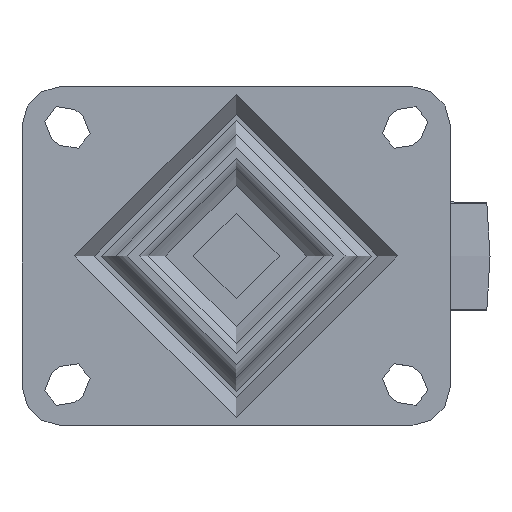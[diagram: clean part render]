
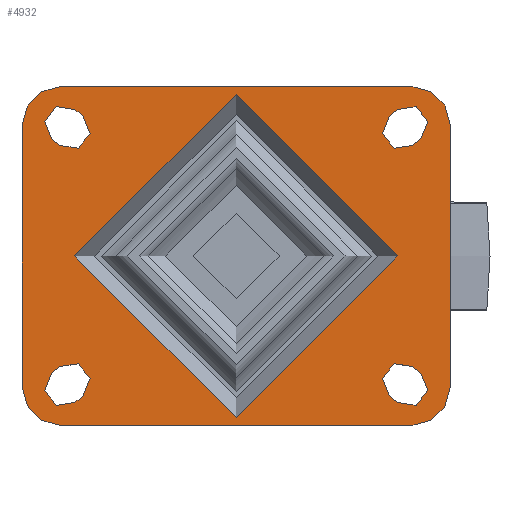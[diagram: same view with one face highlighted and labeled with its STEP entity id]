
A CAD part, top view. The second image highlights one B-rep face of the part: STEP entity #4932.
In plain terms, the highlighted planar face has unit normal (0, 0, 1).
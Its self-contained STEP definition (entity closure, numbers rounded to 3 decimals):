
#173=FACE_BOUND('',#1675,.T.);
#174=FACE_BOUND('',#1676,.T.);
#175=FACE_BOUND('',#1677,.T.);
#176=FACE_BOUND('',#1678,.T.);
#177=FACE_BOUND('',#1679,.T.);
#249=PLANE('',#5448);
#583=LINE('',#8131,#902);
#585=LINE('',#8139,#904);
#586=LINE('',#8144,#905);
#587=LINE('',#8148,#906);
#588=LINE('',#8150,#907);
#589=LINE('',#8151,#908);
#590=LINE('',#8152,#909);
#591=LINE('',#8153,#910);
#592=LINE('',#8154,#911);
#593=LINE('',#8155,#912);
#594=LINE('',#8156,#913);
#595=LINE('',#8157,#914);
#902=VECTOR('',#6221,1.);
#904=VECTOR('',#6231,1.);
#905=VECTOR('',#6236,1.);
#906=VECTOR('',#6239,1.);
#907=VECTOR('',#6242,1.);
#908=VECTOR('',#6243,1.);
#909=VECTOR('',#6244,1.);
#910=VECTOR('',#6245,1.);
#911=VECTOR('',#6246,1.);
#912=VECTOR('',#6247,1.);
#913=VECTOR('',#6248,1.);
#914=VECTOR('',#6249,1.);
#1347=FACE_OUTER_BOUND('',#1674,.T.);
#1674=EDGE_LOOP('',(#3704,#3705,#3706,#3707,#3708,#3709,#3710,#3711));
#1675=EDGE_LOOP('',(#3712));
#1676=EDGE_LOOP('',(#3713,#3714,#3715,#3716));
#1677=EDGE_LOOP('',(#3717,#3718,#3719,#3720));
#1678=EDGE_LOOP('',(#3721,#3722,#3723,#3724));
#1679=EDGE_LOOP('',(#3725,#3726,#3727,#3728));
#2001=CIRCLE('',#5371,5.7);
#2002=CIRCLE('',#5373,5.7);
#2004=CIRCLE('',#5376,5.7);
#2007=CIRCLE('',#5380,5.7);
#2009=CIRCLE('',#5383,5.7);
#2010=CIRCLE('',#5385,5.7);
#2013=CIRCLE('',#5389,5.7);
#2014=CIRCLE('',#5391,5.7);
#2031=CIRCLE('',#5414,49.014);
#2051=CIRCLE('',#5449,12.);
#2052=CIRCLE('',#5450,12.);
#2053=CIRCLE('',#5451,12.);
#2054=CIRCLE('',#5452,12.);
#2248=VERTEX_POINT('',#7894);
#2249=VERTEX_POINT('',#7896);
#2250=VERTEX_POINT('',#7900);
#2251=VERTEX_POINT('',#7901);
#2254=VERTEX_POINT('',#7909);
#2255=VERTEX_POINT('',#7910);
#2260=VERTEX_POINT('',#7921);
#2261=VERTEX_POINT('',#7923);
#2264=VERTEX_POINT('',#7930);
#2265=VERTEX_POINT('',#7932);
#2266=VERTEX_POINT('',#7936);
#2267=VERTEX_POINT('',#7937);
#2272=VERTEX_POINT('',#7948);
#2273=VERTEX_POINT('',#7950);
#2274=VERTEX_POINT('',#7954);
#2275=VERTEX_POINT('',#7955);
#2288=VERTEX_POINT('',#8021);
#2305=VERTEX_POINT('',#8128);
#2306=VERTEX_POINT('',#8130);
#2307=VERTEX_POINT('',#8137);
#2308=VERTEX_POINT('',#8138);
#2309=VERTEX_POINT('',#8141);
#2310=VERTEX_POINT('',#8143);
#2311=VERTEX_POINT('',#8145);
#2312=VERTEX_POINT('',#8147);
#2750=EDGE_CURVE('',#2249,#2248,#2001,.T.);
#2752=EDGE_CURVE('',#2250,#2251,#2002,.T.);
#2756=EDGE_CURVE('',#2254,#2255,#2004,.T.);
#2762=EDGE_CURVE('',#2261,#2260,#2007,.T.);
#2766=EDGE_CURVE('',#2264,#2265,#2009,.T.);
#2768=EDGE_CURVE('',#2266,#2267,#2010,.T.);
#2774=EDGE_CURVE('',#2272,#2273,#2013,.T.);
#2776=EDGE_CURVE('',#2274,#2275,#2014,.T.);
#2797=EDGE_CURVE('',#2288,#2288,#2031,.T.);
#2822=EDGE_CURVE('',#2306,#2305,#583,.T.);
#2824=EDGE_CURVE('',#2307,#2308,#585,.T.);
#2825=EDGE_CURVE('',#2307,#2306,#2051,.T.);
#2826=EDGE_CURVE('',#2305,#2309,#2052,.T.);
#2827=EDGE_CURVE('',#2310,#2309,#586,.T.);
#2828=EDGE_CURVE('',#2311,#2310,#2053,.T.);
#2829=EDGE_CURVE('',#2312,#2311,#587,.T.);
#2830=EDGE_CURVE('',#2308,#2312,#2054,.T.);
#2831=EDGE_CURVE('',#2275,#2272,#588,.T.);
#2832=EDGE_CURVE('',#2273,#2274,#589,.T.);
#2833=EDGE_CURVE('',#2265,#2266,#590,.T.);
#2834=EDGE_CURVE('',#2267,#2264,#591,.T.);
#2835=EDGE_CURVE('',#2248,#2250,#592,.T.);
#2836=EDGE_CURVE('',#2251,#2249,#593,.T.);
#2837=EDGE_CURVE('',#2255,#2261,#594,.T.);
#2838=EDGE_CURVE('',#2260,#2254,#595,.T.);
#3704=ORIENTED_EDGE('',*,*,#2824,.F.);
#3705=ORIENTED_EDGE('',*,*,#2825,.T.);
#3706=ORIENTED_EDGE('',*,*,#2822,.T.);
#3707=ORIENTED_EDGE('',*,*,#2826,.T.);
#3708=ORIENTED_EDGE('',*,*,#2827,.F.);
#3709=ORIENTED_EDGE('',*,*,#2828,.F.);
#3710=ORIENTED_EDGE('',*,*,#2829,.F.);
#3711=ORIENTED_EDGE('',*,*,#2830,.F.);
#3712=ORIENTED_EDGE('',*,*,#2797,.F.);
#3713=ORIENTED_EDGE('',*,*,#2774,.F.);
#3714=ORIENTED_EDGE('',*,*,#2831,.F.);
#3715=ORIENTED_EDGE('',*,*,#2776,.F.);
#3716=ORIENTED_EDGE('',*,*,#2832,.F.);
#3717=ORIENTED_EDGE('',*,*,#2768,.F.);
#3718=ORIENTED_EDGE('',*,*,#2833,.F.);
#3719=ORIENTED_EDGE('',*,*,#2766,.F.);
#3720=ORIENTED_EDGE('',*,*,#2834,.F.);
#3721=ORIENTED_EDGE('',*,*,#2750,.T.);
#3722=ORIENTED_EDGE('',*,*,#2835,.T.);
#3723=ORIENTED_EDGE('',*,*,#2752,.T.);
#3724=ORIENTED_EDGE('',*,*,#2836,.T.);
#3725=ORIENTED_EDGE('',*,*,#2756,.T.);
#3726=ORIENTED_EDGE('',*,*,#2837,.T.);
#3727=ORIENTED_EDGE('',*,*,#2762,.T.);
#3728=ORIENTED_EDGE('',*,*,#2838,.T.);
#4932=ADVANCED_FACE('',(#1347,#173,#174,#175,#176,#177),#249,.F.);
#5371=AXIS2_PLACEMENT_3D('',#7897,#6051,#6052);
#5373=AXIS2_PLACEMENT_3D('',#7902,#6056,#6057);
#5376=AXIS2_PLACEMENT_3D('',#7911,#6064,#6065);
#5380=AXIS2_PLACEMENT_3D('',#7924,#6075,#6076);
#5383=AXIS2_PLACEMENT_3D('',#7933,#6083,#6084);
#5385=AXIS2_PLACEMENT_3D('',#7938,#6088,#6089);
#5389=AXIS2_PLACEMENT_3D('',#7951,#6099,#6100);
#5391=AXIS2_PLACEMENT_3D('',#7956,#6104,#6105);
#5414=AXIS2_PLACEMENT_3D('',#8023,#6154,#6155);
#5448=AXIS2_PLACEMENT_3D('',#8136,#6229,#6230);
#5449=AXIS2_PLACEMENT_3D('',#8140,#6232,#6233);
#5450=AXIS2_PLACEMENT_3D('',#8142,#6234,#6235);
#5451=AXIS2_PLACEMENT_3D('',#8146,#6237,#6238);
#5452=AXIS2_PLACEMENT_3D('',#8149,#6240,#6241);
#6051=DIRECTION('center_axis',(0.,0.,-1.));
#6052=DIRECTION('ref_axis',(1.,0.,0.));
#6056=DIRECTION('center_axis',(0.,0.,-1.));
#6057=DIRECTION('ref_axis',(1.,0.,0.));
#6064=DIRECTION('center_axis',(0.,0.,-1.));
#6065=DIRECTION('ref_axis',(1.,0.,0.));
#6075=DIRECTION('center_axis',(0.,0.,-1.));
#6076=DIRECTION('ref_axis',(1.,0.,0.));
#6083=DIRECTION('center_axis',(0.,0.,1.));
#6084=DIRECTION('ref_axis',(1.,0.,0.));
#6088=DIRECTION('center_axis',(0.,0.,1.));
#6089=DIRECTION('ref_axis',(1.,0.,0.));
#6099=DIRECTION('center_axis',(0.,0.,1.));
#6100=DIRECTION('ref_axis',(1.,0.,0.));
#6104=DIRECTION('center_axis',(0.,0.,1.));
#6105=DIRECTION('ref_axis',(1.,0.,0.));
#6154=DIRECTION('center_axis',(0.,0.,1.));
#6155=DIRECTION('ref_axis',(-1.,0.,0.));
#6221=DIRECTION('',(1.,0.,0.));
#6229=DIRECTION('center_axis',(0.,0.,-1.));
#6230=DIRECTION('ref_axis',(0.,-1.,0.));
#6231=DIRECTION('',(0.,1.,0.));
#6232=DIRECTION('center_axis',(0.,0.,1.));
#6233=DIRECTION('ref_axis',(1.,0.,0.));
#6234=DIRECTION('center_axis',(0.,0.,1.));
#6235=DIRECTION('ref_axis',(1.,0.,0.));
#6236=DIRECTION('',(0.,-1.,0.));
#6237=DIRECTION('center_axis',(0.,0.,-1.));
#6238=DIRECTION('ref_axis',(1.,0.,0.));
#6239=DIRECTION('',(1.,0.,0.));
#6240=DIRECTION('center_axis',(0.,0.,-1.));
#6241=DIRECTION('ref_axis',(1.,0.,0.));
#6242=DIRECTION('',(-0.781,-0.625,0.));
#6243=DIRECTION('',(0.781,0.625,0.));
#6244=DIRECTION('',(0.781,-0.625,0.));
#6245=DIRECTION('',(-0.781,0.625,0.));
#6246=DIRECTION('',(0.781,-0.625,0.));
#6247=DIRECTION('',(-0.781,0.625,0.));
#6248=DIRECTION('',(-0.781,-0.625,0.));
#6249=DIRECTION('',(0.781,0.625,0.));
#7894=CARTESIAN_POINT('',(-27.536,161.729,0.));
#7896=CARTESIAN_POINT('',(-34.657,152.827,0.));
#7897=CARTESIAN_POINT('Origin',(-31.097,157.278,0.));
#7900=CARTESIAN_POINT('',(-25.036,159.729,0.));
#7901=CARTESIAN_POINT('',(-32.157,150.827,0.));
#7902=CARTESIAN_POINT('Origin',(-28.597,155.278,0.));
#7909=CARTESIAN_POINT('',(-134.657,161.729,0.));
#7910=CARTESIAN_POINT('',(-127.536,152.827,0.));
#7911=CARTESIAN_POINT('Origin',(-131.097,157.278,0.));
#7921=CARTESIAN_POINT('',(-137.157,159.729,0.));
#7923=CARTESIAN_POINT('',(-130.036,150.827,0.));
#7924=CARTESIAN_POINT('Origin',(-133.597,155.278,0.));
#7930=CARTESIAN_POINT('',(-130.036,239.729,0.));
#7932=CARTESIAN_POINT('',(-137.157,230.827,0.));
#7933=CARTESIAN_POINT('Origin',(-133.597,235.278,0.));
#7936=CARTESIAN_POINT('',(-134.657,228.827,0.));
#7937=CARTESIAN_POINT('',(-127.536,237.729,0.));
#7938=CARTESIAN_POINT('Origin',(-131.097,233.278,0.));
#7948=CARTESIAN_POINT('',(-34.657,237.729,0.));
#7950=CARTESIAN_POINT('',(-27.536,228.827,0.));
#7951=CARTESIAN_POINT('Origin',(-31.097,233.278,0.));
#7954=CARTESIAN_POINT('',(-25.036,230.827,0.));
#7955=CARTESIAN_POINT('',(-32.157,239.729,0.));
#7956=CARTESIAN_POINT('Origin',(-28.597,235.278,0.));
#8021=CARTESIAN_POINT('',(-130.11,195.278,0.));
#8023=CARTESIAN_POINT('Origin',(-81.097,195.278,0.));
#8128=CARTESIAN_POINT('',(-28.097,143.778,0.));
#8130=CARTESIAN_POINT('',(-134.097,143.778,0.));
#8131=CARTESIAN_POINT('',(-81.097,143.778,0.));
#8136=CARTESIAN_POINT('Origin',(-130.11,195.278,0.));
#8137=CARTESIAN_POINT('',(-146.097,155.778,0.));
#8138=CARTESIAN_POINT('',(-146.097,234.778,0.));
#8139=CARTESIAN_POINT('',(-146.097,195.278,0.));
#8140=CARTESIAN_POINT('Origin',(-134.097,155.778,0.));
#8141=CARTESIAN_POINT('',(-16.097,155.778,0.));
#8142=CARTESIAN_POINT('Origin',(-28.097,155.778,0.));
#8143=CARTESIAN_POINT('',(-16.097,234.778,0.));
#8144=CARTESIAN_POINT('',(-16.097,234.778,0.));
#8145=CARTESIAN_POINT('',(-28.097,246.778,0.));
#8146=CARTESIAN_POINT('Origin',(-28.097,234.778,0.));
#8147=CARTESIAN_POINT('',(-134.097,246.778,0.));
#8148=CARTESIAN_POINT('',(-81.097,246.778,0.));
#8149=CARTESIAN_POINT('Origin',(-134.097,234.778,0.));
#8150=CARTESIAN_POINT('',(-32.157,239.729,0.));
#8151=CARTESIAN_POINT('',(-27.536,228.827,0.));
#8152=CARTESIAN_POINT('',(-137.157,230.827,0.));
#8153=CARTESIAN_POINT('',(-127.536,237.729,0.));
#8154=CARTESIAN_POINT('',(-27.536,161.729,0.));
#8155=CARTESIAN_POINT('',(-32.157,150.827,0.));
#8156=CARTESIAN_POINT('',(-127.536,152.827,0.));
#8157=CARTESIAN_POINT('',(-137.157,159.729,0.));
